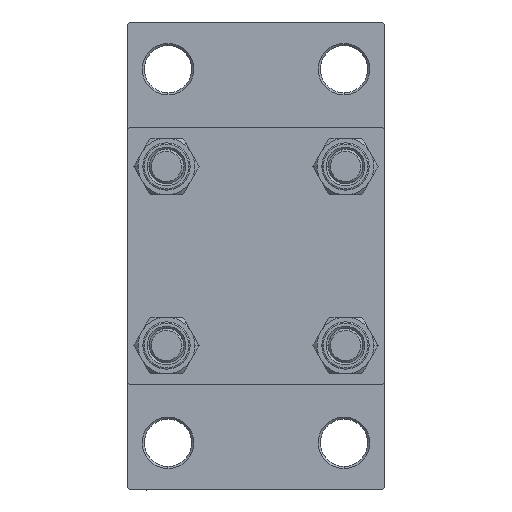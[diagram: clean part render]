
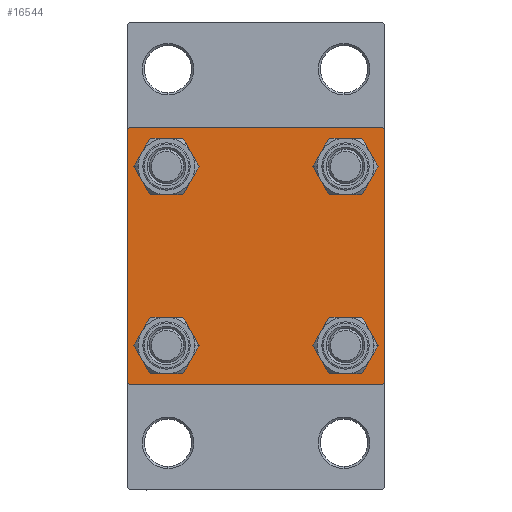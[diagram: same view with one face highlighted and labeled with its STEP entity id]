
A CAD part, left-side view. The second image highlights one B-rep face of the part: STEP entity #16544.
In plain terms, the highlighted planar face has unit normal (-1, 0, 0).
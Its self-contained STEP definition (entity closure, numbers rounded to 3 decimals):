
#837 = CARTESIAN_POINT ( 'NONE',  ( 0., -29.5, -30. ) ) ;
#1140 = CARTESIAN_POINT ( 'NONE',  ( 0., 29.5, -30. ) ) ;
#1156 = ORIENTED_EDGE ( 'NONE', *, *, #13545, .T. ) ;
#1377 = AXIS2_PLACEMENT_3D ( 'NONE', #26682, #11629, #36754 ) ;
#1628 = VERTEX_POINT ( 'NONE', #11607 ) ;
#3169 = EDGE_CURVE ( 'NONE', #40725, #1628, #23179, .T. ) ;
#3236 = LINE ( 'NONE', #6343, #15829 ) ;
#3266 = CARTESIAN_POINT ( 'NONE',  ( 0., -20.85, 20.85 ) ) ;
#4228 = VERTEX_POINT ( 'NONE', #19786 ) ;
#4266 = LINE ( 'NONE', #22878, #30536 ) ;
#4320 = CIRCLE ( 'NONE', #40951, 4.5 ) ;
#4407 = VERTEX_POINT ( 'NONE', #29066 ) ;
#4447 = ORIENTED_EDGE ( 'NONE', *, *, #15224, .T. ) ;
#4985 = VECTOR ( 'NONE', #42817, 1000. ) ;
#5063 = VERTEX_POINT ( 'NONE', #10323 ) ;
#5349 = ORIENTED_EDGE ( 'NONE', *, *, #18743, .F. ) ;
#5825 = EDGE_CURVE ( 'NONE', #7532, #39126, #39225, .T. ) ;
#5909 = DIRECTION ( 'NONE',  ( 1., 0., 0. ) ) ;
#5931 = CARTESIAN_POINT ( 'NONE',  ( 0., 0., 0. ) ) ;
#6018 = VECTOR ( 'NONE', #30397, 1000. ) ;
#6343 = CARTESIAN_POINT ( 'NONE',  ( 0., -30., 30. ) ) ;
#7419 = EDGE_CURVE ( 'NONE', #43328, #43117, #13390, .T. ) ;
#7494 = VECTOR ( 'NONE', #39154, 1000. ) ;
#7532 = VERTEX_POINT ( 'NONE', #34766 ) ;
#7541 = CARTESIAN_POINT ( 'NONE',  ( 0., 30., 29.5 ) ) ;
#8543 = CIRCLE ( 'NONE', #41362, 4.5 ) ;
#9009 = DIRECTION ( 'NONE',  ( 1., 0., 0. ) ) ;
#9050 = DIRECTION ( 'NONE',  ( -1., 0., 0. ) ) ;
#9748 = FACE_BOUND ( 'NONE', #24295, .T. ) ;
#10323 = CARTESIAN_POINT ( 'NONE',  ( 0., 29.5, 30. ) ) ;
#11101 = VERTEX_POINT ( 'NONE', #40771 ) ;
#11524 = LINE ( 'NONE', #29912, #6018 ) ;
#11607 = CARTESIAN_POINT ( 'NONE',  ( 0., -20.85, 16.35 ) ) ;
#11629 = DIRECTION ( 'NONE',  ( 1., 0., 0. ) ) ;
#11696 = DIRECTION ( 'NONE',  ( 0., -0.707, 0.707 ) ) ;
#11933 = DIRECTION ( 'NONE',  ( 1., 0., 0. ) ) ;
#11964 = ORIENTED_EDGE ( 'NONE', *, *, #21153, .F. ) ;
#12744 = CARTESIAN_POINT ( 'NONE',  ( 0., 20.85, -16.35 ) ) ;
#13154 = DIRECTION ( 'NONE',  ( 0., 0., 1. ) ) ;
#13322 = FACE_OUTER_BOUND ( 'NONE', #20070, .T. ) ;
#13364 = EDGE_LOOP ( 'NONE', ( #16550, #30185 ) ) ;
#13390 = CIRCLE ( 'NONE', #43182, 4.5 ) ;
#13545 = EDGE_CURVE ( 'NONE', #1628, #40725, #26392, .T. ) ;
#13606 = DIRECTION ( 'NONE',  ( 1., 0., 0. ) ) ;
#14387 = EDGE_CURVE ( 'NONE', #39126, #17748, #30540, .T. ) ;
#14734 = VECTOR ( 'NONE', #11696, 1000. ) ;
#15086 = VERTEX_POINT ( 'NONE', #22726 ) ;
#15224 = EDGE_CURVE ( 'NONE', #4407, #4228, #42562, .T. ) ;
#15515 = CARTESIAN_POINT ( 'NONE',  ( 0., 20.85, 20.85 ) ) ;
#15829 = VECTOR ( 'NONE', #25675, 1000. ) ;
#16199 = PLANE ( 'NONE',  #37141 ) ;
#16450 = LINE ( 'NONE', #46559, #7494 ) ;
#16544 = ADVANCED_FACE ( 'NONE', ( #38677, #31023, #9748, #46077, #13322 ), #16199, .T. ) ;
#16550 = ORIENTED_EDGE ( 'NONE', *, *, #18216, .T. ) ;
#16695 = CARTESIAN_POINT ( 'NONE',  ( 0., 20.85, -20.85 ) ) ;
#17535 = CARTESIAN_POINT ( 'NONE',  ( 0., -20.85, -25.35 ) ) ;
#17748 = VERTEX_POINT ( 'NONE', #837 ) ;
#17910 = DIRECTION ( 'NONE',  ( 1., 0., 0. ) ) ;
#18216 = EDGE_CURVE ( 'NONE', #43117, #43328, #44106, .T. ) ;
#18578 = DIRECTION ( 'NONE',  ( 0., 0., -1. ) ) ;
#18743 = EDGE_CURVE ( 'NONE', #4407, #21517, #3236, .T. ) ;
#19027 = VERTEX_POINT ( 'NONE', #12744 ) ;
#19029 = CARTESIAN_POINT ( 'NONE',  ( 0., 20.85, 20.85 ) ) ;
#19224 = EDGE_CURVE ( 'NONE', #5063, #19734, #16450, .T. ) ;
#19734 = VERTEX_POINT ( 'NONE', #7541 ) ;
#19786 = CARTESIAN_POINT ( 'NONE',  ( 0., -29.5, 30. ) ) ;
#19791 = DIRECTION ( 'NONE',  ( 0., 0., 1. ) ) ;
#20070 = EDGE_LOOP ( 'NONE', ( #38734, #45442, #47230, #33962, #5349, #4447, #11964, #38662 ) ) ;
#20295 = DIRECTION ( 'NONE',  ( 0., 0., 1. ) ) ;
#20471 = DIRECTION ( 'NONE',  ( 0., 0., 1. ) ) ;
#20546 = CARTESIAN_POINT ( 'NONE',  ( 0., -29.75, 29.75 ) ) ;
#20789 = CARTESIAN_POINT ( 'NONE',  ( 0., 20.85, -20.85 ) ) ;
#21153 = EDGE_CURVE ( 'NONE', #5063, #4228, #11524, .T. ) ;
#21517 = VERTEX_POINT ( 'NONE', #22457 ) ;
#22457 = CARTESIAN_POINT ( 'NONE',  ( 0., -30., -29.5 ) ) ;
#22726 = CARTESIAN_POINT ( 'NONE',  ( 0., 20.85, 16.35 ) ) ;
#22878 = CARTESIAN_POINT ( 'NONE',  ( 0., 30., 30. ) ) ;
#23179 = CIRCLE ( 'NONE', #36946, 4.5 ) ;
#23370 = CARTESIAN_POINT ( 'NONE',  ( 0., 30., -30. ) ) ;
#24295 = EDGE_LOOP ( 'NONE', ( #27843, #37148 ) ) ;
#25675 = DIRECTION ( 'NONE',  ( 0., 0., -1. ) ) ;
#26392 = CIRCLE ( 'NONE', #32515, 4.5 ) ;
#26513 = LINE ( 'NONE', #41113, #14734 ) ;
#26682 = CARTESIAN_POINT ( 'NONE',  ( 0., -20.85, -20.85 ) ) ;
#27377 = EDGE_CURVE ( 'NONE', #19734, #7532, #4266, .T. ) ;
#27843 = ORIENTED_EDGE ( 'NONE', *, *, #31930, .T. ) ;
#29066 = CARTESIAN_POINT ( 'NONE',  ( 0., -30., 29.5 ) ) ;
#29729 = CARTESIAN_POINT ( 'NONE',  ( 0., 20.85, 25.35 ) ) ;
#29912 = CARTESIAN_POINT ( 'NONE',  ( 0., 30., 30. ) ) ;
#30096 = DIRECTION ( 'NONE',  ( 0., 0., 1. ) ) ;
#30185 = ORIENTED_EDGE ( 'NONE', *, *, #7419, .T. ) ;
#30397 = DIRECTION ( 'NONE',  ( 0., -1., 0. ) ) ;
#30536 = VECTOR ( 'NONE', #18578, 1000. ) ;
#30540 = LINE ( 'NONE', #23370, #40181 ) ;
#30995 = VECTOR ( 'NONE', #38963, 1000. ) ;
#31023 = FACE_BOUND ( 'NONE', #13364, .T. ) ;
#31182 = VERTEX_POINT ( 'NONE', #29729 ) ;
#31277 = DIRECTION ( 'NONE',  ( 1., 0., 0. ) ) ;
#31576 = CARTESIAN_POINT ( 'NONE',  ( 0., 29.75, -29.75 ) ) ;
#31930 = EDGE_CURVE ( 'NONE', #19027, #11101, #8543, .T. ) ;
#32166 = EDGE_LOOP ( 'NONE', ( #40125, #1156 ) ) ;
#32515 = AXIS2_PLACEMENT_3D ( 'NONE', #3266, #5909, #20471 ) ;
#32889 = CARTESIAN_POINT ( 'NONE',  ( 0., -20.85, -20.85 ) ) ;
#33730 = EDGE_CURVE ( 'NONE', #31182, #15086, #34527, .T. ) ;
#33912 = AXIS2_PLACEMENT_3D ( 'NONE', #15515, #11933, #30096 ) ;
#33962 = ORIENTED_EDGE ( 'NONE', *, *, #35379, .T. ) ;
#34527 = CIRCLE ( 'NONE', #40639, 4.5 ) ;
#34766 = CARTESIAN_POINT ( 'NONE',  ( 0., 30., -29.5 ) ) ;
#35379 = EDGE_CURVE ( 'NONE', #17748, #21517, #26513, .T. ) ;
#36754 = DIRECTION ( 'NONE',  ( 0., 0., 1. ) ) ;
#36817 = CARTESIAN_POINT ( 'NONE',  ( 0., -20.85, 25.35 ) ) ;
#36946 = AXIS2_PLACEMENT_3D ( 'NONE', #42303, #13606, #20295 ) ;
#37141 = AXIS2_PLACEMENT_3D ( 'NONE', #5931, #9050, #19791 ) ;
#37148 = ORIENTED_EDGE ( 'NONE', *, *, #46924, .T. ) ;
#37454 = DIRECTION ( 'NONE',  ( 0., 0., 1. ) ) ;
#37969 = DIRECTION ( 'NONE',  ( 0., -1., 0. ) ) ;
#38078 = EDGE_CURVE ( 'NONE', #15086, #31182, #39236, .T. ) ;
#38662 = ORIENTED_EDGE ( 'NONE', *, *, #19224, .T. ) ;
#38677 = FACE_BOUND ( 'NONE', #32166, .T. ) ;
#38734 = ORIENTED_EDGE ( 'NONE', *, *, #27377, .T. ) ;
#38963 = DIRECTION ( 'NONE',  ( 0., 0.707, 0.707 ) ) ;
#39126 = VERTEX_POINT ( 'NONE', #1140 ) ;
#39154 = DIRECTION ( 'NONE',  ( 0., 0.707, -0.707 ) ) ;
#39225 = LINE ( 'NONE', #31576, #4985 ) ;
#39236 = CIRCLE ( 'NONE', #33912, 4.5 ) ;
#39590 = ORIENTED_EDGE ( 'NONE', *, *, #33730, .T. ) ;
#40070 = DIRECTION ( 'NONE',  ( 1., 0., 0. ) ) ;
#40125 = ORIENTED_EDGE ( 'NONE', *, *, #3169, .T. ) ;
#40181 = VECTOR ( 'NONE', #37969, 1000. ) ;
#40639 = AXIS2_PLACEMENT_3D ( 'NONE', #19029, #9009, #37454 ) ;
#40725 = VERTEX_POINT ( 'NONE', #36817 ) ;
#40771 = CARTESIAN_POINT ( 'NONE',  ( 0., 20.85, -25.35 ) ) ;
#40951 = AXIS2_PLACEMENT_3D ( 'NONE', #20789, #17910, #13154 ) ;
#41113 = CARTESIAN_POINT ( 'NONE',  ( 0., -29.75, -29.75 ) ) ;
#41362 = AXIS2_PLACEMENT_3D ( 'NONE', #16695, #31277, #45864 ) ;
#41483 = CARTESIAN_POINT ( 'NONE',  ( 0., -20.85, -16.35 ) ) ;
#42029 = EDGE_LOOP ( 'NONE', ( #39590, #46044 ) ) ;
#42303 = CARTESIAN_POINT ( 'NONE',  ( 0., -20.85, 20.85 ) ) ;
#42562 = LINE ( 'NONE', #20546, #30995 ) ;
#42817 = DIRECTION ( 'NONE',  ( 0., -0.707, -0.707 ) ) ;
#43117 = VERTEX_POINT ( 'NONE', #41483 ) ;
#43182 = AXIS2_PLACEMENT_3D ( 'NONE', #32889, #40070, #47225 ) ;
#43328 = VERTEX_POINT ( 'NONE', #17535 ) ;
#44106 = CIRCLE ( 'NONE', #1377, 4.5 ) ;
#45442 = ORIENTED_EDGE ( 'NONE', *, *, #5825, .T. ) ;
#45864 = DIRECTION ( 'NONE',  ( 0., 0., 1. ) ) ;
#46044 = ORIENTED_EDGE ( 'NONE', *, *, #38078, .T. ) ;
#46077 = FACE_BOUND ( 'NONE', #42029, .T. ) ;
#46559 = CARTESIAN_POINT ( 'NONE',  ( 0., 29.75, 29.75 ) ) ;
#46924 = EDGE_CURVE ( 'NONE', #11101, #19027, #4320, .T. ) ;
#47225 = DIRECTION ( 'NONE',  ( 0., 0., 1. ) ) ;
#47230 = ORIENTED_EDGE ( 'NONE', *, *, #14387, .T. ) ;
